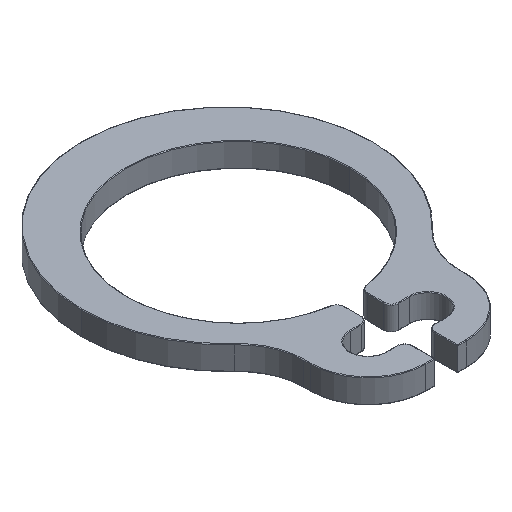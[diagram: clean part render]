
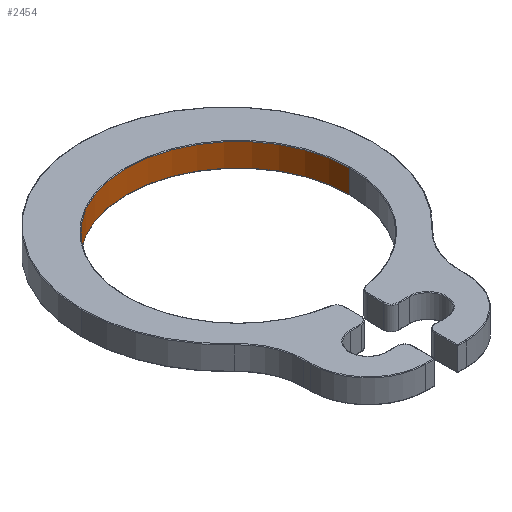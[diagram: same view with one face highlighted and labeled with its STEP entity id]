
A CAD part, isometric view. The second image highlights one B-rep face of the part: STEP entity #2454.
In plain terms, the highlighted cylindrical face has radius 3.7 mm (diameter 7.4 mm), a partial arc.
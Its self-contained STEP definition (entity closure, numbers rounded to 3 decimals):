
#56 = LINE ( 'NONE', #2402, #984 ) ;
#145 = VECTOR ( 'NONE', #1375, 1000. ) ;
#150 = EDGE_CURVE ( 'NONE', #1296, #2346, #815, .T. ) ;
#196 = CARTESIAN_POINT ( 'NONE',  ( -3.7, 0.85, -0.38 ) ) ;
#197 = ORIENTED_EDGE ( 'NONE', *, *, #1954, .T. ) ;
#240 = CARTESIAN_POINT ( 'NONE',  ( 3.7, 0.85, -0.38 ) ) ;
#515 = LINE ( 'NONE', #2644, #145 ) ;
#566 = EDGE_LOOP ( 'NONE', ( #1684, #197, #651, #1288 ) ) ;
#587 = CARTESIAN_POINT ( 'NONE',  ( -3.7, 0.85, 0.38 ) ) ;
#596 = CIRCLE ( 'NONE', #933, 3.7 ) ;
#651 = ORIENTED_EDGE ( 'NONE', *, *, #2673, .T. ) ;
#770 = AXIS2_PLACEMENT_3D ( 'NONE', #1601, #2739, #1474 ) ;
#815 = CIRCLE ( 'NONE', #770, 3.7 ) ;
#933 = AXIS2_PLACEMENT_3D ( 'NONE', #2176, #1765, #2375 ) ;
#971 = EDGE_CURVE ( 'NONE', #1095, #2346, #515, .T. ) ;
#984 = VECTOR ( 'NONE', #1708, 1000. ) ;
#1095 = VERTEX_POINT ( 'NONE', #2031 ) ;
#1117 = DIRECTION ( 'NONE',  ( 0., 0., -1. ) ) ;
#1288 = ORIENTED_EDGE ( 'NONE', *, *, #150, .T. ) ;
#1296 = VERTEX_POINT ( 'NONE', #196 ) ;
#1375 = DIRECTION ( 'NONE',  ( 0., 0., -1. ) ) ;
#1474 = DIRECTION ( 'NONE',  ( -1., 0., 0. ) ) ;
#1517 = FACE_OUTER_BOUND ( 'NONE', #566, .T. ) ;
#1556 = DIRECTION ( 'NONE',  ( -1., 0., 0. ) ) ;
#1583 = VERTEX_POINT ( 'NONE', #587 ) ;
#1601 = CARTESIAN_POINT ( 'NONE',  ( 0., 0.85, -0.38 ) ) ;
#1604 = AXIS2_PLACEMENT_3D ( 'NONE', #2404, #1117, #1556 ) ;
#1684 = ORIENTED_EDGE ( 'NONE', *, *, #971, .F. ) ;
#1708 = DIRECTION ( 'NONE',  ( 0., 0., -1. ) ) ;
#1765 = DIRECTION ( 'NONE',  ( 0., 0., 1. ) ) ;
#1954 = EDGE_CURVE ( 'NONE', #1095, #1583, #596, .T. ) ;
#2031 = CARTESIAN_POINT ( 'NONE',  ( 3.7, 0.85, 0.38 ) ) ;
#2176 = CARTESIAN_POINT ( 'NONE',  ( 0., 0.85, 0.38 ) ) ;
#2180 = CYLINDRICAL_SURFACE ( 'NONE', #1604, 3.7 ) ;
#2346 = VERTEX_POINT ( 'NONE', #240 ) ;
#2375 = DIRECTION ( 'NONE',  ( -1., 0., 0. ) ) ;
#2402 = CARTESIAN_POINT ( 'NONE',  ( -3.7, 0.85, 0.4 ) ) ;
#2404 = CARTESIAN_POINT ( 'NONE',  ( 0., 0.85, 0.4 ) ) ;
#2454 = ADVANCED_FACE ( 'NONE', ( #1517 ), #2180, .F. ) ;
#2644 = CARTESIAN_POINT ( 'NONE',  ( 3.7, 0.85, 0.4 ) ) ;
#2673 = EDGE_CURVE ( 'NONE', #1583, #1296, #56, .T. ) ;
#2739 = DIRECTION ( 'NONE',  ( 0., 0., -1. ) ) ;
